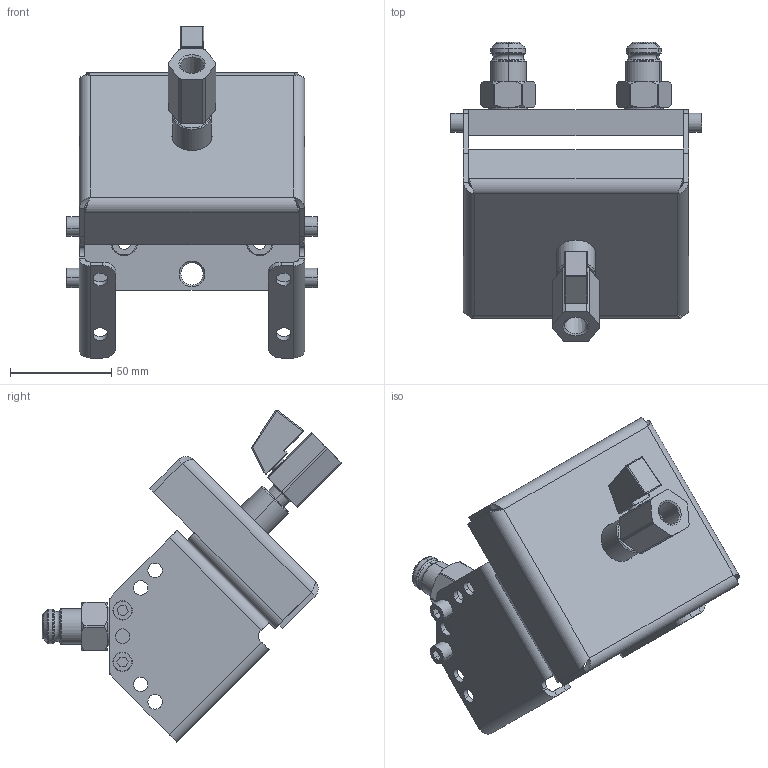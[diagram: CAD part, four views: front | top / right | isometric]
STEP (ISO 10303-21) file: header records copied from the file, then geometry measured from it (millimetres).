
FILE_DESCRIPTION((''),'2;1');
FILE_NAME('ILCM45600528','2017-05-04T',('maj'),(''),'PRO/ENGINEER BY PARAMETRIC TECHNOLOGY CORPORATION, 2013320','PRO/ENGINEER BY PARAMETRIC TECHNOLOGY CORPORATION, 2013320','');
FILE_SCHEMA(('AUTOMOTIVE_DESIGN { 1 0 10303 214 1 1 1 1 }'));
Length unit declared in the file: inch
Products named in the file (1): ILCM45600528
Bounding box: 123.8 x 147.78 x 163.72 mm (x, y, z)
Volume: 180622.9 mm3; surface area: 97223.3 mm2
Topology: 3 solids, 3 shells, 564 faces, 1339 edges, 814 vertices
Faces by surface type: plane 236, cylinder 162, cone 130, torus 20, bspline 8, sphere 8
Entity records: 19550 total; most frequent: CARTESIAN_POINT 4903, DIRECTION 2757, ORIENTED_EDGE 2678, EDGE_CURVE 1339, AXIS2_PLACEMENT_3D 1036, VERTEX_POINT 814, VECTOR 685, LINE 685
